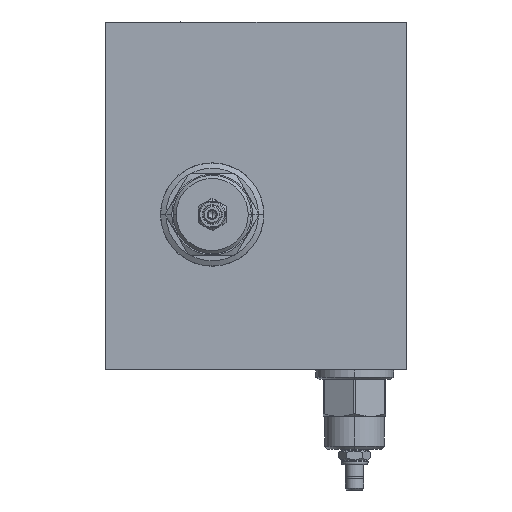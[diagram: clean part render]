
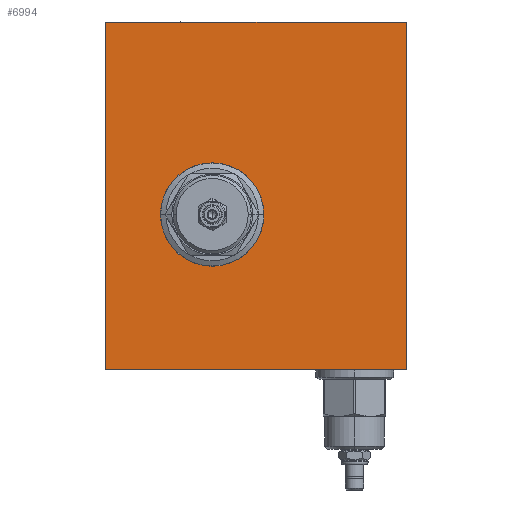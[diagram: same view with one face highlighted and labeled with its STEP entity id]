
A CAD part, left-side view. The second image highlights one B-rep face of the part: STEP entity #6994.
In plain terms, the highlighted planar face has unit normal (-1, 0, 0).
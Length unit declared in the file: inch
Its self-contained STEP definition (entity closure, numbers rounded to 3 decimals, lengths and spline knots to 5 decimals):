
#1=DIRECTION('',(0.,-1.,0.));
#2=VECTOR('',#1,6.);
#3=CARTESIAN_POINT('',(0.,0.,0.));
#4=LINE('',#3,#2);
#329=DIRECTION('',(0.,0.,1.));
#330=VECTOR('',#329,6.938);
#331=CARTESIAN_POINT('',(0.,0.,0.));
#332=LINE('',#331,#330);
#333=CARTESIAN_POINT('',(0.,-2.125,3.094));
#334=DIRECTION('',(1.,0.,0.));
#335=DIRECTION('',(0.,0.,-1.));
#336=AXIS2_PLACEMENT_3D('',#333,#334,#335);
#338=CARTESIAN_POINT('',(0.,-2.125,3.094));
#339=DIRECTION('',(1.,0.,0.));
#340=DIRECTION('',(0.,0.,1.));
#341=AXIS2_PLACEMENT_3D('',#338,#339,#340);
#421=DIRECTION('',(0.,0.,1.));
#422=VECTOR('',#421,6.938);
#423=CARTESIAN_POINT('',(0.,-6.,0.));
#424=LINE('',#423,#422);
#465=DIRECTION('',(0.,-1.,0.));
#466=VECTOR('',#465,6.);
#467=CARTESIAN_POINT('',(0.,0.,6.938));
#468=LINE('',#467,#466);
#5995=CARTESIAN_POINT('',(0.,0.,0.));
#5996=CARTESIAN_POINT('',(0.,-6.,0.));
#5997=VERTEX_POINT('',#5995);
#5998=VERTEX_POINT('',#5996);
#6003=CARTESIAN_POINT('',(0.,0.,6.938));
#6004=CARTESIAN_POINT('',(0.,-6.,6.938));
#6005=VERTEX_POINT('',#6003);
#6006=VERTEX_POINT('',#6004);
#6217=CARTESIAN_POINT('',(0.,-2.125,2.062));
#6218=CARTESIAN_POINT('',(0.,-2.125,4.126));
#6219=VERTEX_POINT('',#6217);
#6220=VERTEX_POINT('',#6218);
#6974=CARTESIAN_POINT('',(0.,0.,0.));
#6975=DIRECTION('',(-1.,0.,0.));
#6976=DIRECTION('',(0.,-1.,0.));
#6977=AXIS2_PLACEMENT_3D('',#6974,#6975,#6976);
#6978=PLANE('',#6977);
#6979=ORIENTED_EDGE('',*,*,#6897,.F.);
#6981=ORIENTED_EDGE('',*,*,#6980,.T.);
#6983=ORIENTED_EDGE('',*,*,#6982,.T.);
#6985=ORIENTED_EDGE('',*,*,#6984,.F.);
#6986=EDGE_LOOP('',(#6979,#6981,#6983,#6985));
#6987=FACE_OUTER_BOUND('',#6986,.F.);
#6989=ORIENTED_EDGE('',*,*,#6988,.F.);
#6991=ORIENTED_EDGE('',*,*,#6990,.F.);
#6992=EDGE_LOOP('',(#6989,#6991));
#6993=FACE_BOUND('',#6992,.F.);
#6994=ADVANCED_FACE('',(#6987,#6993),#6978,.T.);
#337=CIRCLE('',#336,1.032);
#342=CIRCLE('',#341,1.032);
#6897=EDGE_CURVE('',#5997,#5998,#4,.T.);
#6980=EDGE_CURVE('',#5997,#6005,#332,.T.);
#6982=EDGE_CURVE('',#6005,#6006,#468,.T.);
#6984=EDGE_CURVE('',#5998,#6006,#424,.T.);
#6988=EDGE_CURVE('',#6219,#6220,#337,.T.);
#6990=EDGE_CURVE('',#6220,#6219,#342,.T.);
